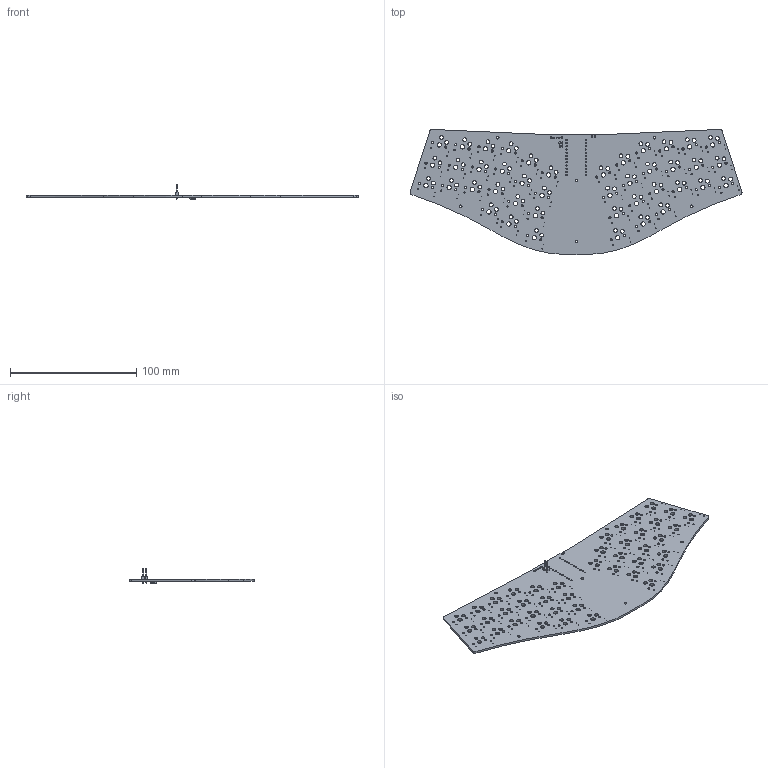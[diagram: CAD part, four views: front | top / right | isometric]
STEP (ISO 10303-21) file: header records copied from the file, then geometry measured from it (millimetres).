
FILE_DESCRIPTION(('KiCad electronic assembly'),'2;1');
FILE_NAME('osprey_pcb.step','2024-09-01T13:42:04',('Pcbnew'),('Kicad'), 'Open CASCADE STEP processor 7.7','KiCad to STEP converter','Unknown' );
FILE_SCHEMA(('AUTOMOTIVE_DESIGN { 1 0 10303 214 1 1 1 1 }'));
Length unit declared in the file: millimetre
Products named in the file (6): osprey_pcb 1; PinHeader_1x02_P2.54mm_Vertical; PinHeader_1x02_P254mm_Vertical; SW_SPST_TL3342; ozprey_PCB
Assembly tree (5 placements, depth 3):
  osprey_pcb 1
    PinHeader_1x02_P2.54mm_Vertical
      PinHeader_1x02_P254mm_Vertical
    SW_SPST_TL3342
      SW_SPST_TL3342
    ozprey_PCB
Bounding box: 263.46 x 99.25 x 11.78 mm (x, y, z)
Volume: 29245.8 mm3; surface area: 40988 mm2
Topology: 3 solids, 4 shells, 640 faces, 1818 edges, 1197 vertices
Faces by surface type: cylinder 422, plane 201, bspline 16, torus 1
Full cylindrical faces by diameter (mm): 0.4 x84, 0.8 x3, 0.991 x42, 1 x28, 1.4 x2, 1.702 x84, 2 x1, 2.2 x6, 3 x84, 3.429 x42
Entity records: 25226 total; most frequent: CARTESIAN_POINT 4581, DIRECTION 3876, ORIENTED_EDGE 3636, EDGE_CURVE 1818, AXIS2_PLACEMENT_3D 1476, FACE_BOUND 1403, EDGE_LOOP 1403, VERTEX_POINT 1197
